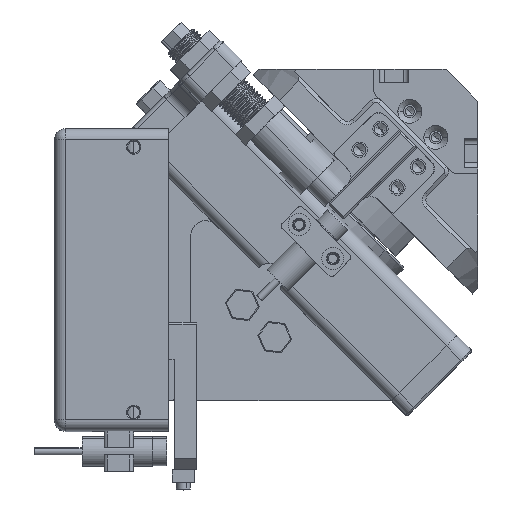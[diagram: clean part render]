
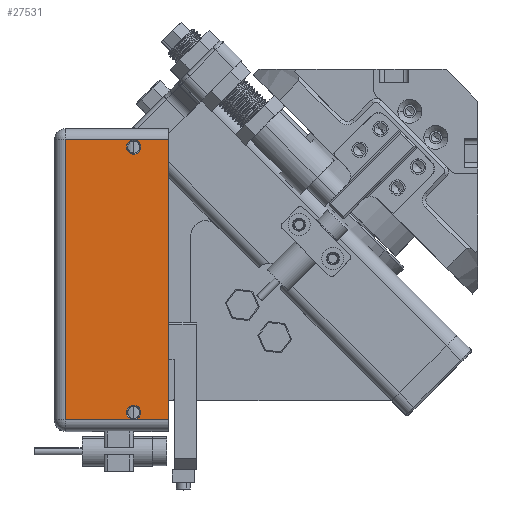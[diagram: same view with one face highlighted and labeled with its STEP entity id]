
A CAD part, top view. The second image highlights one B-rep face of the part: STEP entity #27531.
In plain terms, the highlighted planar face has unit normal (0, 0, 1).
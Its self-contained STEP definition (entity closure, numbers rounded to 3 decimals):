
#4318 = DIRECTION ( 'NONE',  ( -1., 0., 0. ) ) ;
#4669 = CIRCLE ( 'NONE', #22895, 1.95 ) ;
#4875 = CARTESIAN_POINT ( 'NONE',  ( -23.381, 43.692, 21. ) ) ;
#5394 = AXIS2_PLACEMENT_3D ( 'NONE', #35945, #68214, #74889 ) ;
#7123 = CARTESIAN_POINT ( 'NONE',  ( -25.331, -28.308, 21. ) ) ;
#9349 = VERTEX_POINT ( 'NONE', #7123 ) ;
#9807 = LINE ( 'NONE', #62337, #81487 ) ;
#10727 = VERTEX_POINT ( 'NONE', #18528 ) ;
#11152 = CARTESIAN_POINT ( 'NONE',  ( -44.881, 48.692, 21. ) ) ;
#11223 = CARTESIAN_POINT ( 'NONE',  ( -41.881, 45.692, 21. ) ) ;
#11856 = ORIENTED_EDGE ( 'NONE', *, *, #86475, .F. ) ;
#12007 = CARTESIAN_POINT ( 'NONE',  ( -21.431, 43.692, 21. ) ) ;
#12649 = LINE ( 'NONE', #59025, #39033 ) ;
#13064 = FACE_BOUND ( 'NONE', #93078, .T. ) ;
#15038 = CIRCLE ( 'NONE', #5394, 1.95 ) ;
#18528 = CARTESIAN_POINT ( 'NONE',  ( -13.881, -30.308, 21. ) ) ;
#19547 = PLANE ( 'NONE',  #26158 ) ;
#20147 = ORIENTED_EDGE ( 'NONE', *, *, #52750, .T. ) ;
#22895 = AXIS2_PLACEMENT_3D ( 'NONE', #84437, #36326, #4318 ) ;
#24943 = ORIENTED_EDGE ( 'NONE', *, *, #45397, .T. ) ;
#26158 = AXIS2_PLACEMENT_3D ( 'NONE', #11152, #67375, #81377 ) ;
#27203 = LINE ( 'NONE', #62578, #88770 ) ;
#27531 = ADVANCED_FACE ( 'NONE', ( #13064, #45750, #79645 ), #19547, .F. ) ;
#27579 = VERTEX_POINT ( 'NONE', #72927 ) ;
#30275 = VERTEX_POINT ( 'NONE', #44602 ) ;
#31231 = CARTESIAN_POINT ( 'NONE',  ( -23.381, -28.308, 21. ) ) ;
#34147 = AXIS2_PLACEMENT_3D ( 'NONE', #4875, #102171, #61449 ) ;
#35945 = CARTESIAN_POINT ( 'NONE',  ( -23.381, 43.692, 21. ) ) ;
#36326 = DIRECTION ( 'NONE',  ( 0., 0., -1. ) ) ;
#37630 = VERTEX_POINT ( 'NONE', #93279 ) ;
#39033 = VECTOR ( 'NONE', #69198, 1000. ) ;
#41482 = ORIENTED_EDGE ( 'NONE', *, *, #104120, .T. ) ;
#42381 = VECTOR ( 'NONE', #50605, 1000. ) ;
#44602 = CARTESIAN_POINT ( 'NONE',  ( -13.881, 45.692, 21. ) ) ;
#44927 = EDGE_CURVE ( 'NONE', #9349, #37630, #4669, .T. ) ;
#45397 = EDGE_CURVE ( 'NONE', #27579, #10727, #78769, .T. ) ;
#45474 = VERTEX_POINT ( 'NONE', #11223 ) ;
#45750 = FACE_BOUND ( 'NONE', #82879, .T. ) ;
#46226 = DIRECTION ( 'NONE',  ( -1., 0., 0. ) ) ;
#47421 = EDGE_LOOP ( 'NONE', ( #102430, #20147, #24943, #11856 ) ) ;
#50605 = DIRECTION ( 'NONE',  ( 1., 0., 0. ) ) ;
#52750 = EDGE_CURVE ( 'NONE', #45474, #27579, #12649, .T. ) ;
#52804 = CARTESIAN_POINT ( 'NONE',  ( -25.331, 43.692, 21. ) ) ;
#53539 = DIRECTION ( 'NONE',  ( 0., -1., 0. ) ) ;
#56492 = VERTEX_POINT ( 'NONE', #52804 ) ;
#59025 = CARTESIAN_POINT ( 'NONE',  ( -41.881, 48.692, 21. ) ) ;
#59848 = VERTEX_POINT ( 'NONE', #12007 ) ;
#60078 = CARTESIAN_POINT ( 'NONE',  ( -13.881, -30.308, 21. ) ) ;
#61449 = DIRECTION ( 'NONE',  ( -1., 0., 0. ) ) ;
#62337 = CARTESIAN_POINT ( 'NONE',  ( -44.881, 45.692, 21. ) ) ;
#62578 = CARTESIAN_POINT ( 'NONE',  ( -13.881, 48.692, 21. ) ) ;
#67375 = DIRECTION ( 'NONE',  ( 0., 0., -1. ) ) ;
#68214 = DIRECTION ( 'NONE',  ( 0., 0., -1. ) ) ;
#69198 = DIRECTION ( 'NONE',  ( 0., -1., 0. ) ) ;
#69810 = EDGE_CURVE ( 'NONE', #56492, #59848, #102325, .T. ) ;
#70444 = EDGE_CURVE ( 'NONE', #30275, #45474, #9807, .T. ) ;
#72927 = CARTESIAN_POINT ( 'NONE',  ( -41.881, -30.308, 21. ) ) ;
#73436 = ORIENTED_EDGE ( 'NONE', *, *, #83424, .T. ) ;
#74889 = DIRECTION ( 'NONE',  ( -1., 0., 0. ) ) ;
#78769 = LINE ( 'NONE', #60078, #42381 ) ;
#79645 = FACE_OUTER_BOUND ( 'NONE', #47421, .T. ) ;
#79676 = DIRECTION ( 'NONE',  ( -1., 0., 0. ) ) ;
#81377 = DIRECTION ( 'NONE',  ( 1., 0., 0. ) ) ;
#81487 = VECTOR ( 'NONE', #46226, 1000. ) ;
#82879 = EDGE_LOOP ( 'NONE', ( #73436, #86207 ) ) ;
#83424 = EDGE_CURVE ( 'NONE', #37630, #9349, #97696, .T. ) ;
#84437 = CARTESIAN_POINT ( 'NONE',  ( -23.381, -28.308, 21. ) ) ;
#86151 = ORIENTED_EDGE ( 'NONE', *, *, #69810, .T. ) ;
#86207 = ORIENTED_EDGE ( 'NONE', *, *, #44927, .T. ) ;
#86475 = EDGE_CURVE ( 'NONE', #30275, #10727, #27203, .T. ) ;
#87415 = DIRECTION ( 'NONE',  ( 0., 0., -1. ) ) ;
#88770 = VECTOR ( 'NONE', #53539, 1000. ) ;
#92641 = AXIS2_PLACEMENT_3D ( 'NONE', #31231, #87415, #79676 ) ;
#93078 = EDGE_LOOP ( 'NONE', ( #41482, #86151 ) ) ;
#93279 = CARTESIAN_POINT ( 'NONE',  ( -21.431, -28.308, 21. ) ) ;
#97696 = CIRCLE ( 'NONE', #92641, 1.95 ) ;
#102171 = DIRECTION ( 'NONE',  ( 0., 0., -1. ) ) ;
#102325 = CIRCLE ( 'NONE', #34147, 1.95 ) ;
#102430 = ORIENTED_EDGE ( 'NONE', *, *, #70444, .T. ) ;
#104120 = EDGE_CURVE ( 'NONE', #59848, #56492, #15038, .T. ) ;
